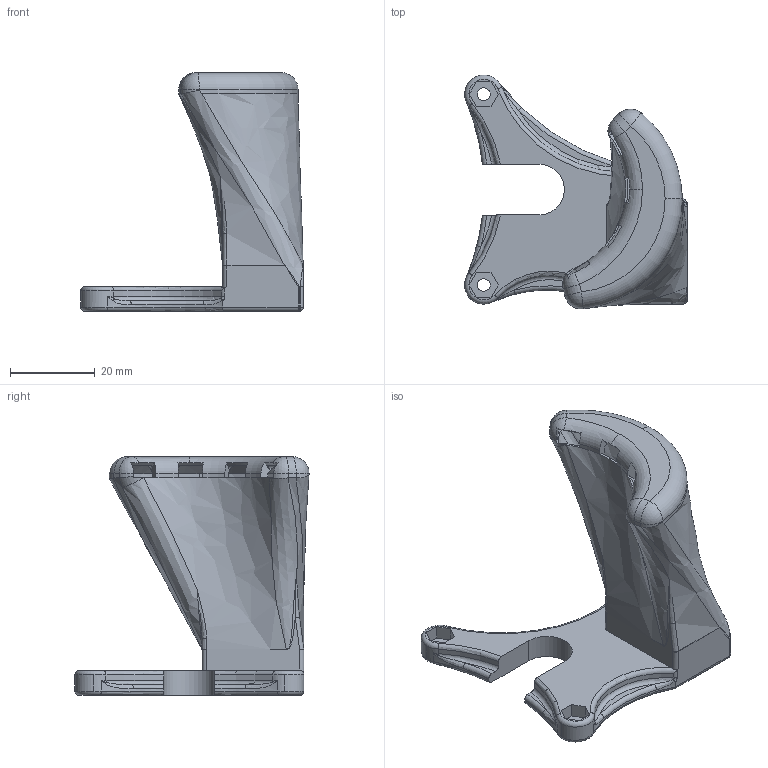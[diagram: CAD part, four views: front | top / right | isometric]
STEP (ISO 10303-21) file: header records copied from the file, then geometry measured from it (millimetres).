
FILE_DESCRIPTION (( 'STEP AP203' ), '1' );
FILE_NAME ('effector_clip.step', '2016-03-08T04:32:12', ( '' ), ( '' ), 'SwSTEP 2.0', 'SolidWorks 2015', '' );
FILE_SCHEMA (( 'CONFIG_CONTROL_DESIGN' ));
Length unit declared in the file: millimetre
Products named in the file (1): effector_clip
Bounding box: 52.48 x 55.23 x 56.25 mm (x, y, z)
Volume: 16845.4 mm3; surface area: 14163.9 mm2
Topology: 1 solids, 1 shells, 233 faces, 621 edges, 369 vertices
Faces by surface type: plane 63, bspline 61, cylinder 56, torus 33, cone 12, sphere 8
Entity records: 12192 total; most frequent: CARTESIAN_POINT 6914, ORIENTED_EDGE 1202, DIRECTION 941, EDGE_CURVE 601, VERTEX_POINT 367, AXIS2_PLACEMENT_3D 366, EDGE_LOOP 244, ADVANCED_FACE 233
